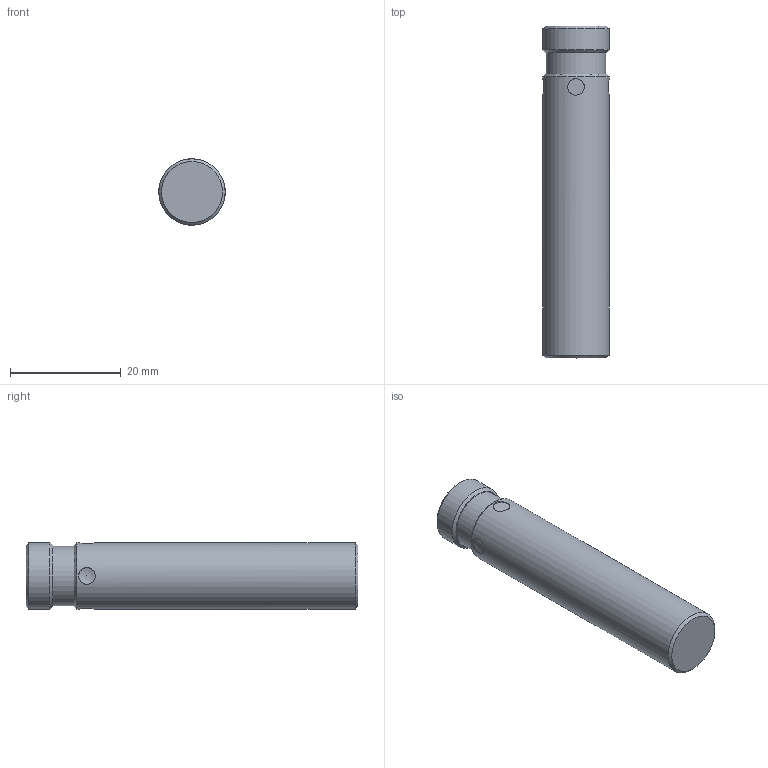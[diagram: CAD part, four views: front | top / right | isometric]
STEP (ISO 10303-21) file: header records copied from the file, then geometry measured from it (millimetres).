
FILE_DESCRIPTION(/* description */ (''),/* implementation_level */ '2;1');
FILE_NAME(/* name */ 'IA0175_Shrinkwrap_1.stp',/* time_stamp */ '2022-03-18T10:24:07+01:00',/* author */ ('Krieger Anja'),/* organization */ (''),/* preprocessor_version */ 'ST-DEVELOPER v18.1',/* originating_system */ 'Autodesk Inventor 2021',/* authorisation */ '');
FILE_SCHEMA (('AUTOMOTIVE_DESIGN { 1 0 10303 214 3 1 1 }'));
Length unit declared in the file: millimetre
Products named in the file (1): IA0175_Shrinkwrap_1
Bounding box: 12 x 60 x 12 mm (x, y, z)
Volume: 6666.9 mm3; surface area: 2482.9 mm2
Topology: 1 solids, 1 shells, 22 faces, 48 edges, 31 vertices
Faces by surface type: cylinder 10, plane 6, cone 4, bspline 2
Full cylindrical faces by diameter (mm): 3 x3, 10.7 x1, 12 x2
Entity records: 863 total; most frequent: CARTESIAN_POINT 298, DIRECTION 103, ORIENTED_EDGE 92, EDGE_CURVE 46, AXIS2_PLACEMENT_3D 46, VERTEX_POINT 31, EDGE_LOOP 27, CIRCLE 25
